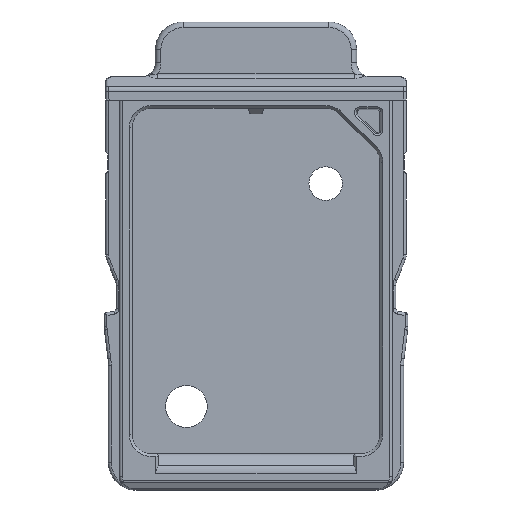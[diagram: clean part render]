
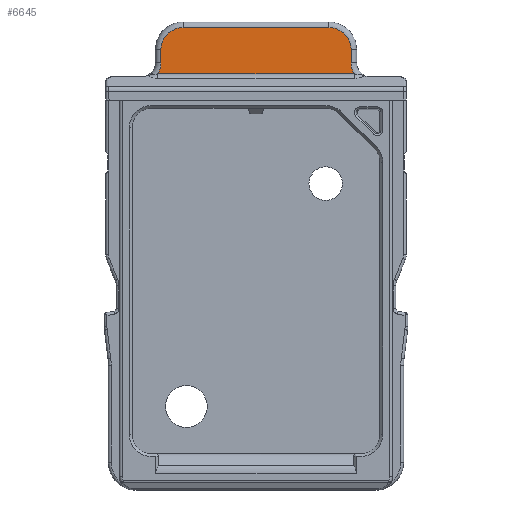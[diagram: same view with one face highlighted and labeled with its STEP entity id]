
A CAD part, front view. The second image highlights one B-rep face of the part: STEP entity #6645.
In plain terms, the highlighted planar face has unit normal (0, -1, 0).
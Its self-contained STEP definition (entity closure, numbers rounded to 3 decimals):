
#401 = DIRECTION ( 'NONE',  ( 0., 1., 0. ) ) ;
#468 = DIRECTION ( 'NONE',  ( 0., 0., -1. ) ) ;
#477 = CARTESIAN_POINT ( 'NONE',  ( 2.615, 0.81, 2.62 ) ) ;
#1640 = DIRECTION ( 'NONE',  ( -1., 0., 0. ) ) ;
#1761 = ORIENTED_EDGE ( 'NONE', *, *, #8778, .F. ) ;
#2083 = CARTESIAN_POINT ( 'NONE',  ( -3.415, 0.81, 1.82 ) ) ;
#2272 = CIRCLE ( 'NONE', #8088, 0.7 ) ;
#2317 = CARTESIAN_POINT ( 'NONE',  ( 3.531, 0.81, 0.964 ) ) ;
#2358 = CIRCLE ( 'NONE', #18066, 0.8 ) ;
#2568 = CARTESIAN_POINT ( 'NONE',  ( -4.115, 0.81, 1.35 ) ) ;
#2738 = EDGE_CURVE ( 'NONE', #16719, #3022, #19443, .T. ) ;
#2794 = DIRECTION ( 'NONE',  ( 0., 1., 0. ) ) ;
#3022 = VERTEX_POINT ( 'NONE', #9069 ) ;
#3130 = ORIENTED_EDGE ( 'NONE', *, *, #14310, .T. ) ;
#3190 = VERTEX_POINT ( 'NONE', #13931 ) ;
#4063 = DIRECTION ( 'NONE',  ( 0.834, 0., -0.552 ) ) ;
#4529 = DIRECTION ( 'NONE',  ( 0., 1., 0. ) ) ;
#4573 = DIRECTION ( 'NONE',  ( 0., 0., 1. ) ) ;
#5251 = CARTESIAN_POINT ( 'NONE',  ( -2.615, 0.81, 2.62 ) ) ;
#5494 = AXIS2_PLACEMENT_3D ( 'NONE', #2568, #13028, #4063 ) ;
#6570 = ORIENTED_EDGE ( 'NONE', *, *, #15108, .T. ) ;
#6587 = DIRECTION ( 'NONE',  ( -1., 0., 0. ) ) ;
#6645 = ADVANCED_FACE ( 'NONE', ( #9214 ), #11769, .F. ) ;
#6717 = CARTESIAN_POINT ( 'NONE',  ( -3.531, 0.81, 0.964 ) ) ;
#7235 = CARTESIAN_POINT ( 'NONE',  ( 5.4, 0.81, 1.02 ) ) ;
#7500 = ORIENTED_EDGE ( 'NONE', *, *, #2738, .T. ) ;
#7635 = EDGE_CURVE ( 'NONE', #14213, #3022, #9934, .T. ) ;
#7986 = AXIS2_PLACEMENT_3D ( 'NONE', #7235, #2794, #13261 ) ;
#8088 = AXIS2_PLACEMENT_3D ( 'NONE', #17979, #8972, #1640 ) ;
#8282 = VECTOR ( 'NONE', #4573, 1000. ) ;
#8337 = CIRCLE ( 'NONE', #19154, 0.8 ) ;
#8778 = EDGE_CURVE ( 'NONE', #16719, #12956, #2358, .T. ) ;
#8972 = DIRECTION ( 'NONE',  ( 0., -1., 0. ) ) ;
#9038 = ORIENTED_EDGE ( 'NONE', *, *, #7635, .F. ) ;
#9048 = VECTOR ( 'NONE', #17196, 1000. ) ;
#9069 = CARTESIAN_POINT ( 'NONE',  ( -3.415, 0.81, 1.35 ) ) ;
#9214 = FACE_OUTER_BOUND ( 'NONE', #9490, .T. ) ;
#9266 = VERTEX_POINT ( 'NONE', #9925 ) ;
#9395 = CARTESIAN_POINT ( 'NONE',  ( 2.615, 0.81, 1.82 ) ) ;
#9490 = EDGE_LOOP ( 'NONE', ( #11244, #3130, #18899, #16288, #1761, #7500, #9038, #6570 ) ) ;
#9925 = CARTESIAN_POINT ( 'NONE',  ( 3.415, 0.81, 1.35 ) ) ;
#9934 = CIRCLE ( 'NONE', #5494, 0.7 ) ;
#10286 = VECTOR ( 'NONE', #6587, 1000. ) ;
#10324 = EDGE_CURVE ( 'NONE', #15067, #12956, #18247, .T. ) ;
#10571 = CARTESIAN_POINT ( 'NONE',  ( 3.415, 0.81, 1.35 ) ) ;
#10923 = DIRECTION ( 'NONE',  ( 0., 0., 1. ) ) ;
#10998 = CARTESIAN_POINT ( 'NONE',  ( -3.415, 0.81, 1.82 ) ) ;
#11244 = ORIENTED_EDGE ( 'NONE', *, *, #12632, .F. ) ;
#11769 = PLANE ( 'NONE',  #7986 ) ;
#12126 = LINE ( 'NONE', #6717, #9048 ) ;
#12310 = LINE ( 'NONE', #10571, #8282 ) ;
#12632 = EDGE_CURVE ( 'NONE', #9266, #13747, #2272, .T. ) ;
#12807 = EDGE_CURVE ( 'NONE', #15067, #3190, #8337, .T. ) ;
#12956 = VERTEX_POINT ( 'NONE', #5251 ) ;
#13028 = DIRECTION ( 'NONE',  ( 0., -1., 0. ) ) ;
#13261 = DIRECTION ( 'NONE',  ( 1., 0., 0. ) ) ;
#13510 = CARTESIAN_POINT ( 'NONE',  ( -2.615, 0.81, 1.82 ) ) ;
#13747 = VERTEX_POINT ( 'NONE', #2317 ) ;
#13931 = CARTESIAN_POINT ( 'NONE',  ( 3.415, 0.81, 1.82 ) ) ;
#14213 = VERTEX_POINT ( 'NONE', #17827 ) ;
#14310 = EDGE_CURVE ( 'NONE', #9266, #3190, #12310, .T. ) ;
#15046 = DIRECTION ( 'NONE',  ( -1., 0., 0. ) ) ;
#15067 = VERTEX_POINT ( 'NONE', #477 ) ;
#15108 = EDGE_CURVE ( 'NONE', #14213, #13747, #12126, .T. ) ;
#15927 = VECTOR ( 'NONE', #468, 1000. ) ;
#16288 = ORIENTED_EDGE ( 'NONE', *, *, #10324, .T. ) ;
#16719 = VERTEX_POINT ( 'NONE', #2083 ) ;
#16997 = CARTESIAN_POINT ( 'NONE',  ( 2.615, 0.81, 2.62 ) ) ;
#17196 = DIRECTION ( 'NONE',  ( 1., 0., 0. ) ) ;
#17827 = CARTESIAN_POINT ( 'NONE',  ( -3.531, 0.81, 0.964 ) ) ;
#17979 = CARTESIAN_POINT ( 'NONE',  ( 4.115, 0.81, 1.35 ) ) ;
#18066 = AXIS2_PLACEMENT_3D ( 'NONE', #13510, #4529, #15046 ) ;
#18247 = LINE ( 'NONE', #16997, #10286 ) ;
#18899 = ORIENTED_EDGE ( 'NONE', *, *, #12807, .F. ) ;
#19154 = AXIS2_PLACEMENT_3D ( 'NONE', #9395, #401, #10923 ) ;
#19443 = LINE ( 'NONE', #10998, #15927 ) ;
